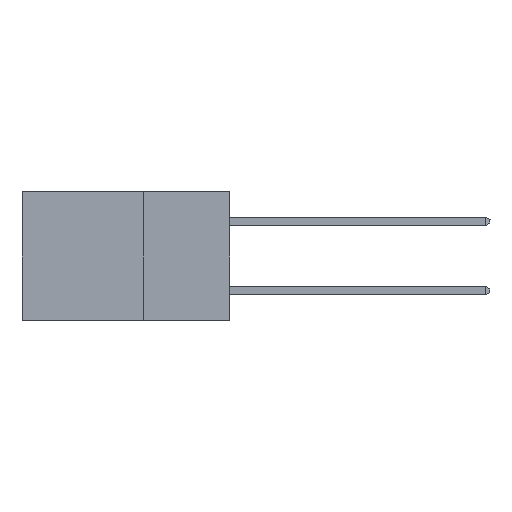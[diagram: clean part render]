
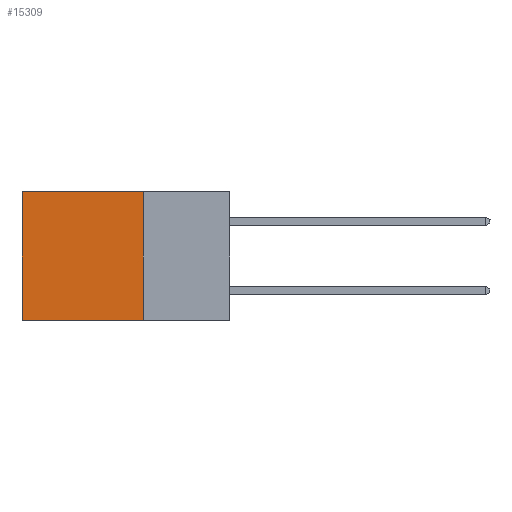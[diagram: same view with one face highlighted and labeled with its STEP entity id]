
A CAD part, left-side view. The second image highlights one B-rep face of the part: STEP entity #15309.
In plain terms, the highlighted planar face has unit normal (-1, 0, 0).
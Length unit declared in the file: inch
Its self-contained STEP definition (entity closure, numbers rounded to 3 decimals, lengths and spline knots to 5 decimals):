
#247 = EDGE_CURVE ( 'NONE', #3137, #7357, #768, .T. ) ;
#768 = LINE ( 'NONE', #9338, #14605 ) ;
#960 = CARTESIAN_POINT ( 'NONE',  ( 0.2615, 0.25, -0.37 ) ) ;
#1468 = VERTEX_POINT ( 'NONE', #6895 ) ;
#1825 = CARTESIAN_POINT ( 'NONE',  ( 0.2615, 0.25, 0. ) ) ;
#2400 = ORIENTED_EDGE ( 'NONE', *, *, #6599, .F. ) ;
#2871 = ORIENTED_EDGE ( 'NONE', *, *, #14752, .T. ) ;
#3137 = VERTEX_POINT ( 'NONE', #5909 ) ;
#3290 = CARTESIAN_POINT ( 'NONE',  ( 0.2615, 0.25, -0.37 ) ) ;
#4316 = CARTESIAN_POINT ( 'NONE',  ( 0.2615, 0.25, -0.37 ) ) ;
#4487 = DIRECTION ( 'NONE',  ( 0., 1., 0. ) ) ;
#4941 = EDGE_LOOP ( 'NONE', ( #10197, #10466, #2400, #2871 ) ) ;
#5410 = LINE ( 'NONE', #4316, #11778 ) ;
#5508 = DIRECTION ( 'NONE',  ( 0., 1., 0. ) ) ;
#5593 = VECTOR ( 'NONE', #4487, 39.37008 ) ;
#5626 = DIRECTION ( 'NONE',  ( 0., 0., -1. ) ) ;
#5909 = CARTESIAN_POINT ( 'NONE',  ( 0.2615, 0.6, 0. ) ) ;
#6142 = VERTEX_POINT ( 'NONE', #11567 ) ;
#6592 = CARTESIAN_POINT ( 'NONE',  ( 0.2615, 0.6, -0.37 ) ) ;
#6599 = EDGE_CURVE ( 'NONE', #6142, #1468, #5410, .T. ) ;
#6638 = AXIS2_PLACEMENT_3D ( 'NONE', #3290, #15117, #8034 ) ;
#6895 = CARTESIAN_POINT ( 'NONE',  ( 0.2615, 0.25, -0.37 ) ) ;
#7357 = VERTEX_POINT ( 'NONE', #6592 ) ;
#8034 = DIRECTION ( 'NONE',  ( 0., 0., -1. ) ) ;
#9338 = CARTESIAN_POINT ( 'NONE',  ( 0.2615, 0.6, -0.37 ) ) ;
#10197 = ORIENTED_EDGE ( 'NONE', *, *, #247, .T. ) ;
#10466 = ORIENTED_EDGE ( 'NONE', *, *, #11819, .F. ) ;
#10826 = VECTOR ( 'NONE', #5508, 39.37008 ) ;
#11567 = CARTESIAN_POINT ( 'NONE',  ( 0.2615, 0.25, 0. ) ) ;
#11613 = FACE_OUTER_BOUND ( 'NONE', #4941, .T. ) ;
#11778 = VECTOR ( 'NONE', #12569, 39.37008 ) ;
#11819 = EDGE_CURVE ( 'NONE', #1468, #7357, #12738, .T. ) ;
#12365 = LINE ( 'NONE', #1825, #10826 ) ;
#12569 = DIRECTION ( 'NONE',  ( 0., 0., -1. ) ) ;
#12738 = LINE ( 'NONE', #960, #5593 ) ;
#13954 = PLANE ( 'NONE',  #6638 ) ;
#14605 = VECTOR ( 'NONE', #5626, 39.37008 ) ;
#14752 = EDGE_CURVE ( 'NONE', #6142, #3137, #12365, .T. ) ;
#15117 = DIRECTION ( 'NONE',  ( 1., 0., 0. ) ) ;
#15309 = ADVANCED_FACE ( 'NONE', ( #11613 ), #13954, .F. ) ;
